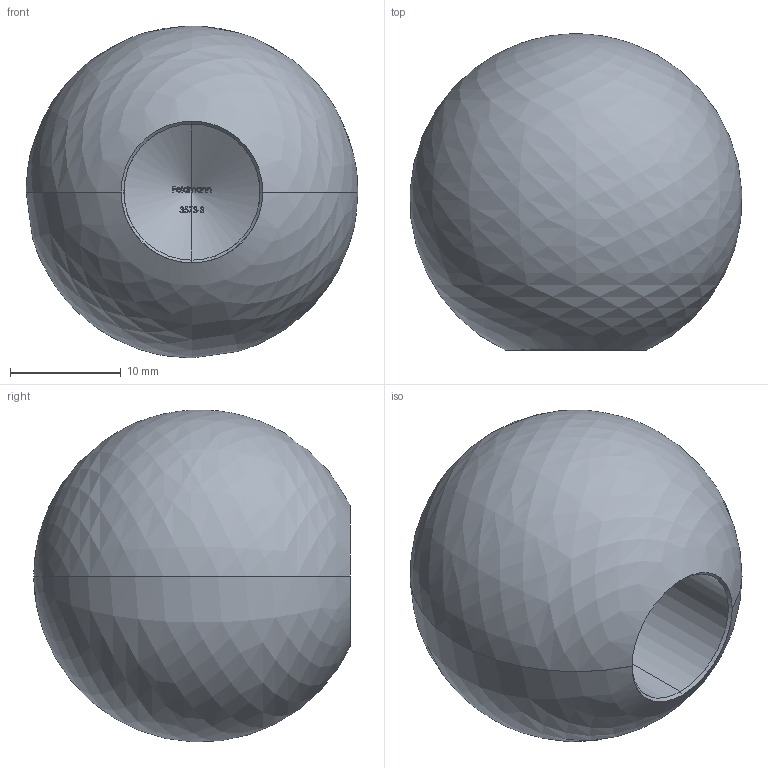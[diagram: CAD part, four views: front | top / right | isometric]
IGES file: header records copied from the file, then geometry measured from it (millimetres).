
Start section: SolidWorks IGES file using analytic representation for surfaces
Global section: file name: 3573-S.igs; native system: SolidWorks 2015; preprocessor: SolidWorks 2015; author: Christian; date: 200203.163509; units: millimetre
Bounding box: 29.97 x 28.57 x 29.98 mm (x, y, z)
Surface area: 3495.7 mm2 (no closed solid volume)
Topology: 0 solids, 0 shells, 203 faces, 2654 edges, 2651 vertices
Faces by surface type: bspline 177, revolution 26
